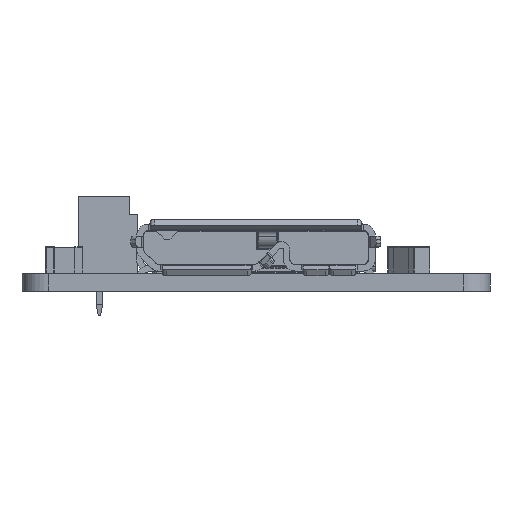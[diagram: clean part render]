
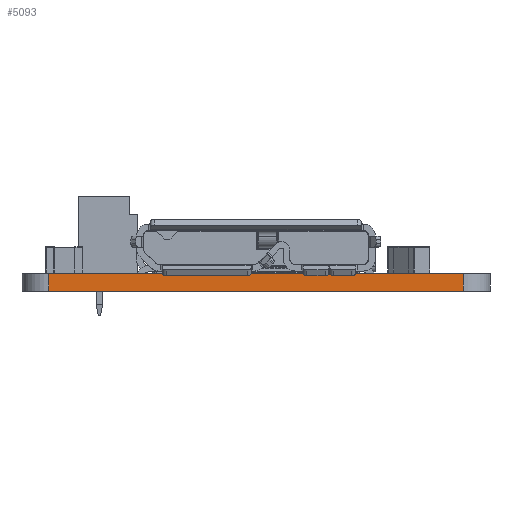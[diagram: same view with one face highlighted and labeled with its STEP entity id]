
A CAD part, front view. The second image highlights one B-rep face of the part: STEP entity #5093.
In plain terms, the highlighted planar face has unit normal (0, -1, 0).
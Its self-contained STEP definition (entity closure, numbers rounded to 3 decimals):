
#3133=PLANE('',#51831);
#5093=ADVANCED_FACE('',(#8599),#3133,.T.);
#8599=FACE_OUTER_BOUND('',#11312,.T.);
#11312=EDGE_LOOP('',(#24388,#24389,#24390,#24391));
#14046=LINE('',#70547,#18891);
#14094=LINE('',#70787,#18939);
#14167=LINE('',#70955,#19012);
#14168=LINE('',#70957,#19013);
#18891=VECTOR('',#56464,1.);
#18939=VECTOR('',#56716,1.);
#19012=VECTOR('',#56967,1.);
#19013=VECTOR('',#56970,1.);
#24388=ORIENTED_EDGE('',*,*,#42793,.T.);
#24389=ORIENTED_EDGE('',*,*,#42715,.T.);
#24390=ORIENTED_EDGE('',*,*,#42794,.F.);
#24391=ORIENTED_EDGE('',*,*,#42595,.F.);
#38063=VERTEX_POINT('',#70546);
#38064=VERTEX_POINT('',#70548);
#38153=VERTEX_POINT('',#70786);
#38154=VERTEX_POINT('',#70788);
#42595=EDGE_CURVE('',#38063,#38064,#14046,.T.);
#42715=EDGE_CURVE('',#38154,#38153,#14094,.T.);
#42793=EDGE_CURVE('',#38063,#38154,#14167,.T.);
#42794=EDGE_CURVE('',#38064,#38153,#14168,.T.);
#51831=AXIS2_PLACEMENT_3D('',#70958,#56971,#56972);
#56464=DIRECTION('',(-1.,0.,0.));
#56716=DIRECTION('',(-1.,0.,0.));
#56967=DIRECTION('',(0.,0.,1.));
#56970=DIRECTION('',(0.,0.,1.));
#56971=DIRECTION('',(0.,-1.,0.));
#56972=DIRECTION('',(-1.,0.,0.));
#70546=CARTESIAN_POINT('',(11.25,-12.7,-0.964));
#70547=CARTESIAN_POINT('',(11.25,-12.7,-0.964));
#70548=CARTESIAN_POINT('',(-11.25,-12.7,-0.964));
#70786=CARTESIAN_POINT('',(-11.25,-12.7,0.));
#70787=CARTESIAN_POINT('',(11.25,-12.7,0.));
#70788=CARTESIAN_POINT('',(11.25,-12.7,0.));
#70955=CARTESIAN_POINT('',(11.25,-12.7,-0.964));
#70957=CARTESIAN_POINT('',(-11.25,-12.7,-0.964));
#70958=CARTESIAN_POINT('',(11.25,-12.7,-0.964));
